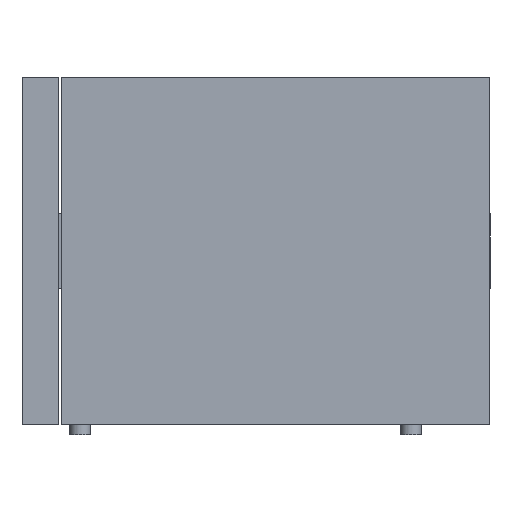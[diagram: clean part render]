
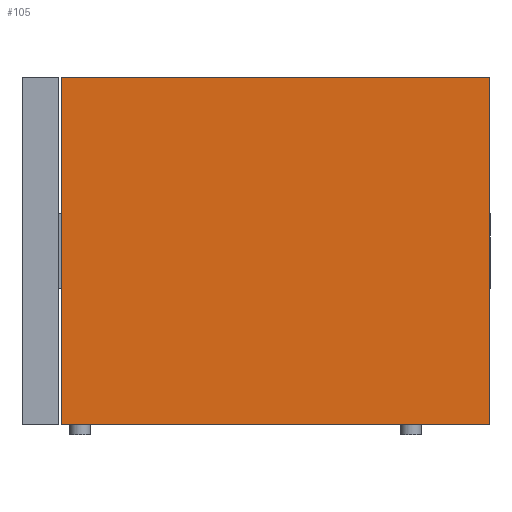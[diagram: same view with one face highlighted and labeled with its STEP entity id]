
A CAD part, left-side view. The second image highlights one B-rep face of the part: STEP entity #105.
In plain terms, the highlighted free-form (B-spline) face has degree [2, 1] with [3, 2] control points.
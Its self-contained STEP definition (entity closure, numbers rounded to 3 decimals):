
#105=ADVANCED_FACE('',(#145),#572,.T.);
#145=FACE_OUTER_BOUND('',#185,.T.);
#185=EDGE_LOOP('',(#249,#250,#251,#252));
#249=ORIENTED_EDGE('',*,*,#380,.T.);
#250=ORIENTED_EDGE('',*,*,#381,.T.);
#251=ORIENTED_EDGE('',*,*,#382,.F.);
#252=ORIENTED_EDGE('',*,*,#378,.F.);
#378=EDGE_CURVE('',#510,#511,#451,.T.);
#380=EDGE_CURVE('',#510,#512,#453,.T.);
#381=EDGE_CURVE('',#512,#513,#454,.T.);
#382=EDGE_CURVE('',#511,#513,#455,.T.);
#451=(
BOUNDED_CURVE()
B_SPLINE_CURVE(1,(#790,#791),.UNSPECIFIED.,.F.,.F.)
B_SPLINE_CURVE_WITH_KNOTS((2,2),(0.,815.117),.UNSPECIFIED.)
CURVE()
GEOMETRIC_REPRESENTATION_ITEM()
RATIONAL_B_SPLINE_CURVE((1.,1.))
REPRESENTATION_ITEM('')
);
#453=(
BOUNDED_CURVE()
B_SPLINE_CURVE(2,(#795,#796,#797),.UNSPECIFIED.,.F.,.F.)
B_SPLINE_CURVE_WITH_KNOTS((3,3),(1461.078,2121.44),
 .UNSPECIFIED.)
CURVE()
GEOMETRIC_REPRESENTATION_ITEM()
RATIONAL_B_SPLINE_CURVE((1.,0.998,1.))
REPRESENTATION_ITEM('')
);
#454=(
BOUNDED_CURVE()
B_SPLINE_CURVE(1,(#798,#799),.UNSPECIFIED.,.F.,.F.)
B_SPLINE_CURVE_WITH_KNOTS((2,2),(0.,815.117),.UNSPECIFIED.)
CURVE()
GEOMETRIC_REPRESENTATION_ITEM()
RATIONAL_B_SPLINE_CURVE((1.,1.))
REPRESENTATION_ITEM('')
);
#455=(
BOUNDED_CURVE()
B_SPLINE_CURVE(2,(#800,#801,#802),.UNSPECIFIED.,.F.,.F.)
B_SPLINE_CURVE_WITH_KNOTS((3,3),(1461.078,2121.44),
 .UNSPECIFIED.)
CURVE()
GEOMETRIC_REPRESENTATION_ITEM()
RATIONAL_B_SPLINE_CURVE((1.,0.998,1.))
REPRESENTATION_ITEM('')
);
#510=VERTEX_POINT('',#773);
#511=VERTEX_POINT('',#774);
#512=VERTEX_POINT('',#775);
#513=VERTEX_POINT('',#776);
#572=(
BOUNDED_SURFACE()
B_SPLINE_SURFACE(2,1,((#755,#756),(#757,#758),(#759,#760)),
 .UNSPECIFIED.,.F.,.F.,.F.)
B_SPLINE_SURFACE_WITH_KNOTS((3,3),(2,2),(1461.078,2121.44),
(0.,815.117),.UNSPECIFIED.)
GEOMETRIC_REPRESENTATION_ITEM()
RATIONAL_B_SPLINE_SURFACE(((1.,1.),(0.998,0.998),
(1.,1.)))
REPRESENTATION_ITEM('')
SURFACE()
);
#755=CARTESIAN_POINT('',(275867.456,26885.269,680.));
#756=CARTESIAN_POINT('',(275867.456,26070.152,680.));
#757=CARTESIAN_POINT('',(275848.508,26885.269,350.));
#758=CARTESIAN_POINT('',(275848.508,26070.152,350.));
#759=CARTESIAN_POINT('',(275867.456,26885.269,20.));
#760=CARTESIAN_POINT('',(275867.456,26070.152,20.));
#773=CARTESIAN_POINT('',(275867.456,26885.269,680.));
#774=CARTESIAN_POINT('',(275867.456,26070.152,680.));
#775=CARTESIAN_POINT('',(275867.456,26885.269,20.));
#776=CARTESIAN_POINT('',(275867.456,26070.152,20.));
#790=CARTESIAN_POINT('',(275867.456,26885.269,680.));
#791=CARTESIAN_POINT('',(275867.456,26070.152,680.));
#795=CARTESIAN_POINT('',(275867.456,26885.269,680.));
#796=CARTESIAN_POINT('',(275848.508,26885.269,350.));
#797=CARTESIAN_POINT('',(275867.456,26885.269,20.));
#798=CARTESIAN_POINT('',(275867.456,26885.269,20.));
#799=CARTESIAN_POINT('',(275867.456,26070.152,20.));
#800=CARTESIAN_POINT('',(275867.456,26070.152,680.));
#801=CARTESIAN_POINT('',(275848.508,26070.152,350.));
#802=CARTESIAN_POINT('',(275867.456,26070.152,20.));
